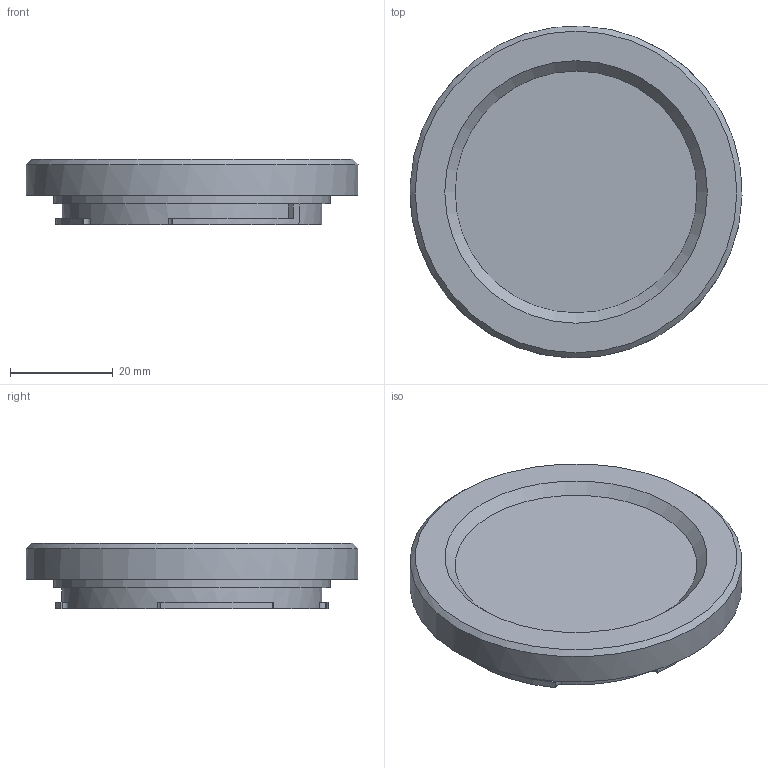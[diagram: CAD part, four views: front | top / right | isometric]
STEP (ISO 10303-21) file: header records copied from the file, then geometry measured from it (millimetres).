
FILE_DESCRIPTION(/* description */ (''),/* implementation_level */ '2;1');
FILE_NAME(/* name */ 'baseBodyCap_canonRF',/* time_stamp */ '2023-12-05T16:35:52-05:00',/* author */ ('George Moua'),/* organization */ ('Archive 663'),/* preprocessor_version */ 'ST-DEVELOPER v16.7',/* originating_system */ 'Solid Edge',/* authorisation */ 'Unknown');
FILE_SCHEMA (('AUTOMOTIVE_DESIGN {1 0 10303 214 3 1 1}'));
Length unit declared in the file: millimetre
Products named in the file (3): mountLensBase; mountLensBase_canonRF_oa_0; baseBodyCap_canonRF
Assembly tree (2 placements, depth 3):
  mountLensBase
    mountLensBase_canonRF_oa_0
      baseBodyCap_canonRF
Bounding box: 64.49 x 64.48 x 12.65 mm (x, y, z)
Volume: 17418.4 mm3; surface area: 11658 mm2
Topology: 1 solids, 1 shells, 37 faces, 89 edges, 60 vertices
Faces by surface type: plane 18, cylinder 15, cone 4
Full cylindrical faces by diameter (mm): 46 x1, 53.7 x1, 55.9 x1, 61.5 x1, 64.5 x1
Entity records: 1080 total; most frequent: DIRECTION 192, CARTESIAN_POINT 178, ORIENTED_EDGE 150, AXIS2_PLACEMENT_3D 79, EDGE_CURVE 75, VERTEX_POINT 55, EDGE_LOOP 52, FACE_BOUND 52
